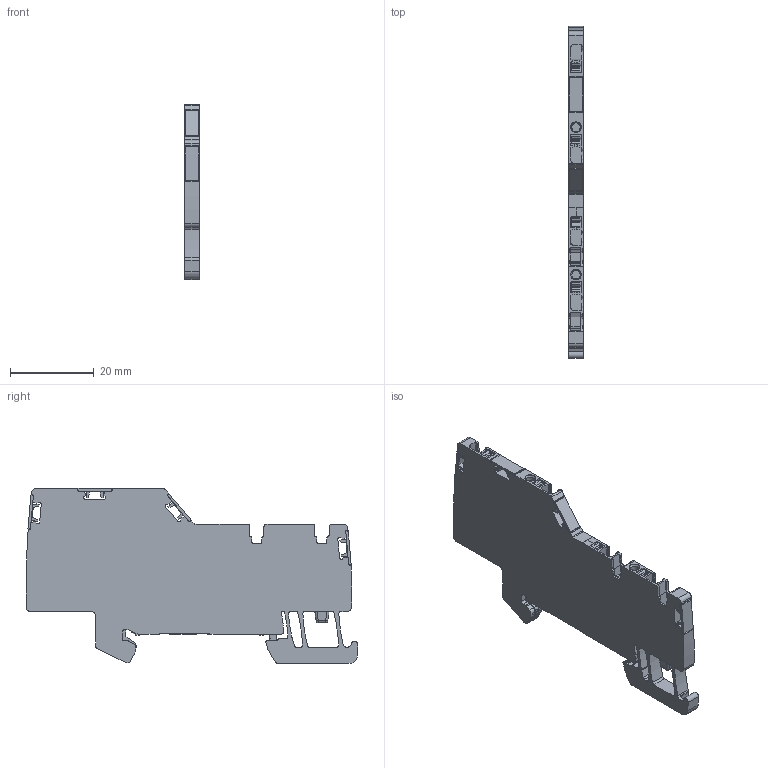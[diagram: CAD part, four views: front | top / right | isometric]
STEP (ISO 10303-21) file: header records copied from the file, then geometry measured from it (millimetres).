
FILE_DESCRIPTION(('CATIA V5R22 STEP214','CAx-IF Rec.Pracs.--- Model Styling and Organization---1.4--- 2014-01-23'),'2;1');
FILE_NAME ('1135685-1_1', '2019-07-05T12:04:33+00:00', ('Weidmueller Interface'), ('Weidmueller'), 'CATIA Version 5-6 Release 2016 SP3 HF44', 'CATIA V5 STEP AP214', 'none');
FILE_SCHEMA(('AUTOMOTIVE_DESIGN { 1 0 10303 214 1 1 1 1 }'));
Length unit declared in the file: millimetre
Products named in the file (1): 2675650000_AIO21_1-5_SO_PE_DL_OR
Bounding box: 3.5 x 79.46 x 41.9 mm (x, y, z)
Volume: 7576 mm3; surface area: 6781.9 mm2
Topology: 17 solids, 17 shells, 848 faces, 2342 edges, 1541 vertices
Faces by surface type: plane 455, cylinder 315, extrusion 46, torus 20, cone 8, sphere 4
Entity records: 26665 total; most frequent: CARTESIAN_POINT 5703, ORIENTED_EDGE 4676, DIRECTION 3633, EDGE_CURVE 2338, VECTOR 1606, LINE 1560, VERTEX_POINT 1541, AXIS2_PLACEMENT_3D 1343
